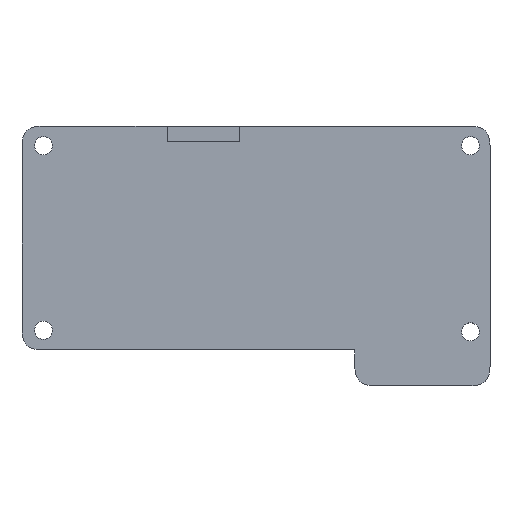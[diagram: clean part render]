
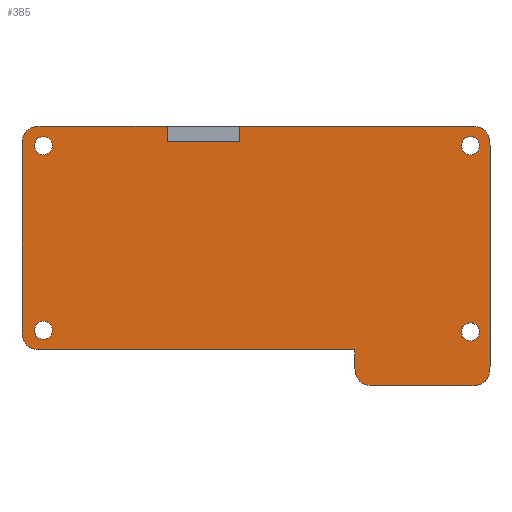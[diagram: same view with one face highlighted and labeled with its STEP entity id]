
A CAD part, top view. The second image highlights one B-rep face of the part: STEP entity #385.
In plain terms, the highlighted planar face has unit normal (0, 0, 1).
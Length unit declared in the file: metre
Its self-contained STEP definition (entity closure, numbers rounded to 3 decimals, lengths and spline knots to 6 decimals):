
#21=B_SPLINE_CURVE_WITH_KNOTS('',3,(#556,#557,#558,#559,#560,#561,#562,
#563,#564,#565,#566,#567,#568,#569),.UNSPECIFIED.,.F.,.F.,(4,1,1,1,1,1,
1,1,1,1,1,4),(0.,0.0625,0.125,0.15625,0.1875,0.25,0.375,0.5,0.625,0.75,
0.875,1.),.UNSPECIFIED.);
#22=B_SPLINE_CURVE_WITH_KNOTS('',3,(#573,#574,#575,#576,#577,#578,#579,
#580,#581,#582,#583,#584,#585,#586),.UNSPECIFIED.,.F.,.F.,(4,1,1,1,1,1,
1,1,1,1,1,4),(0.,0.0625,0.125,0.15625,0.1875,0.25,0.375,0.5,0.625,0.75,
0.875,1.),.UNSPECIFIED.);
#23=B_SPLINE_CURVE_WITH_KNOTS('',3,(#592,#593,#594,#595,#596,#597,#598,
#599,#600,#601,#602,#603,#604,#605),.UNSPECIFIED.,.F.,.F.,(4,1,1,1,1,1,
1,1,1,1,1,4),(0.,0.0625,0.125,0.15625,0.1875,0.25,0.375,0.5,0.625,0.75,
0.875,1.),.UNSPECIFIED.);
#24=B_SPLINE_CURVE_WITH_KNOTS('',3,(#609,#610,#611,#612,#613,#614,#615,
#616,#617,#618,#619,#620,#621,#622),.UNSPECIFIED.,.F.,.F.,(4,1,1,1,1,1,
1,1,1,1,1,4),(0.,0.0625,0.125,0.15625,0.1875,0.25,0.375,0.5,0.625,0.75,
0.875,1.),.UNSPECIFIED.);
#25=B_SPLINE_CURVE_WITH_KNOTS('',3,(#626,#627,#628,#629,#630,#631,#632,
#633,#634,#635,#636,#637,#638,#639),.UNSPECIFIED.,.F.,.F.,(4,1,1,1,1,1,
1,1,1,1,1,4),(0.,0.0625,0.125,0.15625,0.1875,0.25,0.375,0.5,0.625,0.75,
0.875,1.),.UNSPECIFIED.);
#31=CIRCLE('',#420,0.0015);
#32=CIRCLE('',#421,0.0015);
#33=CIRCLE('',#422,0.0015);
#34=CIRCLE('',#423,0.0015);
#47=ORIENTED_EDGE('',*,*,#153,.T.);
#48=ORIENTED_EDGE('',*,*,#154,.T.);
#49=ORIENTED_EDGE('',*,*,#155,.T.);
#50=ORIENTED_EDGE('',*,*,#156,.T.);
#51=ORIENTED_EDGE('',*,*,#157,.F.);
#52=ORIENTED_EDGE('',*,*,#145,.T.);
#53=ORIENTED_EDGE('',*,*,#158,.F.);
#54=ORIENTED_EDGE('',*,*,#159,.F.);
#55=ORIENTED_EDGE('',*,*,#160,.F.);
#56=ORIENTED_EDGE('',*,*,#161,.T.);
#57=ORIENTED_EDGE('',*,*,#162,.T.);
#58=ORIENTED_EDGE('',*,*,#163,.F.);
#59=ORIENTED_EDGE('',*,*,#164,.F.);
#60=ORIENTED_EDGE('',*,*,#165,.F.);
#61=ORIENTED_EDGE('',*,*,#166,.T.);
#62=ORIENTED_EDGE('',*,*,#167,.F.);
#63=ORIENTED_EDGE('',*,*,#149,.T.);
#64=ORIENTED_EDGE('',*,*,#168,.T.);
#65=ORIENTED_EDGE('',*,*,#169,.F.);
#145=EDGE_CURVE('',#198,#199,#236,.F.);
#149=EDGE_CURVE('',#203,#202,#240,.F.);
#153=EDGE_CURVE('',#206,#206,#31,.T.);
#154=EDGE_CURVE('',#207,#207,#32,.T.);
#155=EDGE_CURVE('',#208,#208,#33,.T.);
#156=EDGE_CURVE('',#209,#209,#34,.T.);
#157=EDGE_CURVE('',#198,#210,#244,.T.);
#158=EDGE_CURVE('',#211,#199,#21,.T.);
#159=EDGE_CURVE('',#212,#211,#245,.F.);
#160=EDGE_CURVE('',#213,#212,#22,.T.);
#161=EDGE_CURVE('',#213,#214,#246,.T.);
#162=EDGE_CURVE('',#214,#215,#247,.T.);
#163=EDGE_CURVE('',#216,#215,#23,.T.);
#164=EDGE_CURVE('',#217,#216,#248,.T.);
#165=EDGE_CURVE('',#218,#217,#24,.T.);
#166=EDGE_CURVE('',#218,#219,#249,.T.);
#167=EDGE_CURVE('',#203,#219,#25,.T.);
#168=EDGE_CURVE('',#202,#220,#250,.T.);
#169=EDGE_CURVE('',#210,#220,#251,.T.);
#198=VERTEX_POINT('',#530);
#199=VERTEX_POINT('',#531);
#202=VERTEX_POINT('',#537);
#203=VERTEX_POINT('',#539);
#206=VERTEX_POINT('',#547);
#207=VERTEX_POINT('',#549);
#208=VERTEX_POINT('',#551);
#209=VERTEX_POINT('',#553);
#210=VERTEX_POINT('',#555);
#211=VERTEX_POINT('',#570);
#212=VERTEX_POINT('',#572);
#213=VERTEX_POINT('',#587);
#214=VERTEX_POINT('',#589);
#215=VERTEX_POINT('',#591);
#216=VERTEX_POINT('',#606);
#217=VERTEX_POINT('',#608);
#218=VERTEX_POINT('',#623);
#219=VERTEX_POINT('',#625);
#220=VERTEX_POINT('',#641);
#236=LINE('',#529,#271);
#240=LINE('',#538,#275);
#244=LINE('',#554,#279);
#245=LINE('',#571,#280);
#246=LINE('',#588,#281);
#247=LINE('',#590,#282);
#248=LINE('',#607,#283);
#249=LINE('',#624,#284);
#250=LINE('',#640,#285);
#251=LINE('',#642,#286);
#271=VECTOR('',#446,1.);
#275=VECTOR('',#450,1.);
#279=VECTOR('',#464,1.);
#280=VECTOR('',#465,1.);
#281=VECTOR('',#466,1.);
#282=VECTOR('',#467,1.);
#283=VECTOR('',#468,1.);
#284=VECTOR('',#469,1.);
#285=VECTOR('',#470,1.);
#286=VECTOR('',#471,1.);
#307=EDGE_LOOP('',(#47));
#308=EDGE_LOOP('',(#48));
#309=EDGE_LOOP('',(#49));
#310=EDGE_LOOP('',(#50));
#311=EDGE_LOOP('',(#51,#52,#53,#54,#55,#56,#57,#58,#59,#60,#61,#62,#63,
#64,#65));
#340=FACE_BOUND('',#307,.T.);
#341=FACE_BOUND('',#308,.T.);
#342=FACE_BOUND('',#309,.T.);
#343=FACE_BOUND('',#310,.T.);
#344=FACE_BOUND('',#311,.T.);
#373=PLANE('',#419);
#385=ADVANCED_FACE('',(#340,#341,#342,#343,#344),#373,.F.);
#419=AXIS2_PLACEMENT_3D('',#545,#454,#455);
#420=AXIS2_PLACEMENT_3D('',#546,#456,#457);
#421=AXIS2_PLACEMENT_3D('',#548,#458,#459);
#422=AXIS2_PLACEMENT_3D('',#550,#460,#461);
#423=AXIS2_PLACEMENT_3D('',#552,#462,#463);
#446=DIRECTION('',(1.,0.,0.));
#450=DIRECTION('',(1.,0.,0.));
#454=DIRECTION('',(0.,0.,-1.));
#455=DIRECTION('',(1.,0.,0.));
#456=DIRECTION('',(0.,0.,-1.));
#457=DIRECTION('',(-1.,0.,0.));
#458=DIRECTION('',(0.,0.,-1.));
#459=DIRECTION('',(-1.,0.,0.));
#460=DIRECTION('',(0.,0.,-1.));
#461=DIRECTION('',(-1.,0.,0.));
#462=DIRECTION('',(0.,0.,-1.));
#463=DIRECTION('',(-1.,0.,0.));
#464=DIRECTION('',(0.,-1.,0.));
#465=DIRECTION('',(0.,-1.,0.));
#466=DIRECTION('',(1.,0.,0.));
#467=DIRECTION('',(0.,-1.,0.));
#468=DIRECTION('',(-1.,0.,0.));
#469=DIRECTION('',(0.,1.,0.));
#470=DIRECTION('',(0.,-1.,0.));
#471=DIRECTION('',(1.,0.,0.));
#529=CARTESIAN_POINT('',(0.011,0.03427,0.));
#530=CARTESIAN_POINT('',(0.017286,0.03427,0.));
#531=CARTESIAN_POINT('',(-0.003639,0.03427,0.));
#537=CARTESIAN_POINT('',(0.029286,0.03427,0.));
#538=CARTESIAN_POINT('',(0.011,0.03427,0.));
#539=CARTESIAN_POINT('',(0.067798,0.03427,0.));
#545=CARTESIAN_POINT('',(0.03208,0.011135,0.));
#546=CARTESIAN_POINT('',(-0.003314,0.00025,0.));
#547=CARTESIAN_POINT('',(-0.004814,0.00025,0.));
#548=CARTESIAN_POINT('',(-0.003314,0.03102,0.));
#549=CARTESIAN_POINT('',(-0.004814,0.03102,0.));
#550=CARTESIAN_POINT('',(0.067798,0.03102,0.));
#551=CARTESIAN_POINT('',(0.066298,0.03102,0.));
#552=CARTESIAN_POINT('',(0.067798,0.,0.));
#553=CARTESIAN_POINT('',(0.066298,0.,0.));
#554=CARTESIAN_POINT('',(0.017286,0.011135,0.));
#555=CARTESIAN_POINT('',(0.017286,0.03177,0.));
#556=CARTESIAN_POINT('',(-0.006889,0.03102,0.));
#557=CARTESIAN_POINT('',(-0.006889,0.031158,0.));
#558=CARTESIAN_POINT('',(-0.006884,0.031412,0.));
#559=CARTESIAN_POINT('',(-0.006868,0.031654,0.));
#560=CARTESIAN_POINT('',(-0.006845,0.031838,0.));
#561=CARTESIAN_POINT('',(-0.006805,0.032069,0.));
#562=CARTESIAN_POINT('',(-0.006714,0.03243,0.));
#563=CARTESIAN_POINT('',(-0.006487,0.03297,0.));
#564=CARTESIAN_POINT('',(-0.006091,0.033483,0.));
#565=CARTESIAN_POINT('',(-0.005577,0.033871,0.));
#566=CARTESIAN_POINT('',(-0.004967,0.034135,0.));
#567=CARTESIAN_POINT('',(-0.004276,0.034264,0.));
#568=CARTESIAN_POINT('',(-0.003921,0.03427,0.));
#569=CARTESIAN_POINT('',(-0.003639,0.03427,0.));
#570=CARTESIAN_POINT('',(-0.006889,0.03102,0.));
#571=CARTESIAN_POINT('',(-0.006889,0.00345,0.));
#572=CARTESIAN_POINT('',(-0.006889,0.00025,0.));
#573=CARTESIAN_POINT('',(-0.003639,-0.003,0.));
#574=CARTESIAN_POINT('',(-0.003777,-0.003,0.));
#575=CARTESIAN_POINT('',(-0.004031,-0.002995,0.));
#576=CARTESIAN_POINT('',(-0.004273,-0.002979,0.));
#577=CARTESIAN_POINT('',(-0.004457,-0.002956,0.));
#578=CARTESIAN_POINT('',(-0.004688,-0.002916,0.));
#579=CARTESIAN_POINT('',(-0.005049,-0.002825,0.));
#580=CARTESIAN_POINT('',(-0.005589,-0.002598,0.));
#581=CARTESIAN_POINT('',(-0.006102,-0.002202,0.));
#582=CARTESIAN_POINT('',(-0.00649,-0.001688,0.));
#583=CARTESIAN_POINT('',(-0.006754,-0.001078,0.));
#584=CARTESIAN_POINT('',(-0.006883,-0.000387,0.));
#585=CARTESIAN_POINT('',(-0.006889,-0.000032,0.));
#586=CARTESIAN_POINT('',(-0.006889,0.00025,0.));
#587=CARTESIAN_POINT('',(-0.003639,-0.003,0.));
#588=CARTESIAN_POINT('',(0.0325,-0.003,0.));
#589=CARTESIAN_POINT('',(0.048548,-0.003,0.));
#590=CARTESIAN_POINT('',(0.048548,-0.0045,0.));
#591=CARTESIAN_POINT('',(0.048548,-0.00575,0.));
#592=CARTESIAN_POINT('',(0.051798,-0.009,0.));
#593=CARTESIAN_POINT('',(0.05166,-0.009,0.));
#594=CARTESIAN_POINT('',(0.051406,-0.008995,0.));
#595=CARTESIAN_POINT('',(0.051164,-0.008979,0.));
#596=CARTESIAN_POINT('',(0.05098,-0.008956,0.));
#597=CARTESIAN_POINT('',(0.050749,-0.008916,0.));
#598=CARTESIAN_POINT('',(0.050388,-0.008825,0.));
#599=CARTESIAN_POINT('',(0.049848,-0.008598,0.));
#600=CARTESIAN_POINT('',(0.049335,-0.008202,0.));
#601=CARTESIAN_POINT('',(0.048947,-0.007688,0.));
#602=CARTESIAN_POINT('',(0.048683,-0.007078,0.));
#603=CARTESIAN_POINT('',(0.048554,-0.006387,0.));
#604=CARTESIAN_POINT('',(0.048548,-0.006032,0.));
#605=CARTESIAN_POINT('',(0.048548,-0.00575,0.));
#606=CARTESIAN_POINT('',(0.051798,-0.009,0.));
#607=CARTESIAN_POINT('',(0.058298,-0.009,0.));
#608=CARTESIAN_POINT('',(0.067798,-0.009,0.));
#609=CARTESIAN_POINT('',(0.071048,-0.00575,0.));
#610=CARTESIAN_POINT('',(0.071048,-0.005888,0.));
#611=CARTESIAN_POINT('',(0.071043,-0.006142,0.));
#612=CARTESIAN_POINT('',(0.071027,-0.006384,0.));
#613=CARTESIAN_POINT('',(0.071004,-0.006568,0.));
#614=CARTESIAN_POINT('',(0.070964,-0.006799,0.));
#615=CARTESIAN_POINT('',(0.070873,-0.00716,0.));
#616=CARTESIAN_POINT('',(0.070646,-0.0077,0.));
#617=CARTESIAN_POINT('',(0.07025,-0.008213,0.));
#618=CARTESIAN_POINT('',(0.069736,-0.008601,0.));
#619=CARTESIAN_POINT('',(0.069126,-0.008865,0.));
#620=CARTESIAN_POINT('',(0.068435,-0.008994,0.));
#621=CARTESIAN_POINT('',(0.06808,-0.009,0.));
#622=CARTESIAN_POINT('',(0.067798,-0.009,0.));
#623=CARTESIAN_POINT('',(0.071048,-0.00575,0.));
#624=CARTESIAN_POINT('',(0.071048,0.0131,0.));
#625=CARTESIAN_POINT('',(0.071048,0.03102,0.));
#626=CARTESIAN_POINT('',(0.067798,0.03427,0.));
#627=CARTESIAN_POINT('',(0.067936,0.03427,0.));
#628=CARTESIAN_POINT('',(0.06819,0.034265,0.));
#629=CARTESIAN_POINT('',(0.068432,0.034249,0.));
#630=CARTESIAN_POINT('',(0.068616,0.034226,0.));
#631=CARTESIAN_POINT('',(0.068847,0.034186,0.));
#632=CARTESIAN_POINT('',(0.069208,0.034095,0.));
#633=CARTESIAN_POINT('',(0.069748,0.033868,0.));
#634=CARTESIAN_POINT('',(0.070261,0.033472,0.));
#635=CARTESIAN_POINT('',(0.070649,0.032958,0.));
#636=CARTESIAN_POINT('',(0.070913,0.032348,0.));
#637=CARTESIAN_POINT('',(0.071042,0.031657,0.));
#638=CARTESIAN_POINT('',(0.071048,0.031302,0.));
#639=CARTESIAN_POINT('',(0.071048,0.03102,0.));
#640=CARTESIAN_POINT('',(0.029286,0.011135,0.));
#641=CARTESIAN_POINT('',(0.029286,0.03177,0.));
#642=CARTESIAN_POINT('',(0.03208,0.03177,0.));
